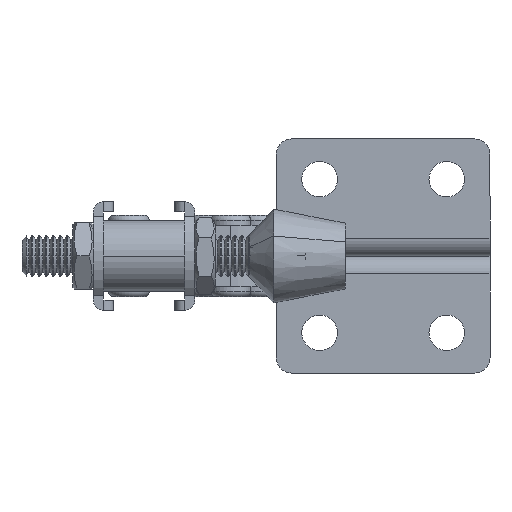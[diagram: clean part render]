
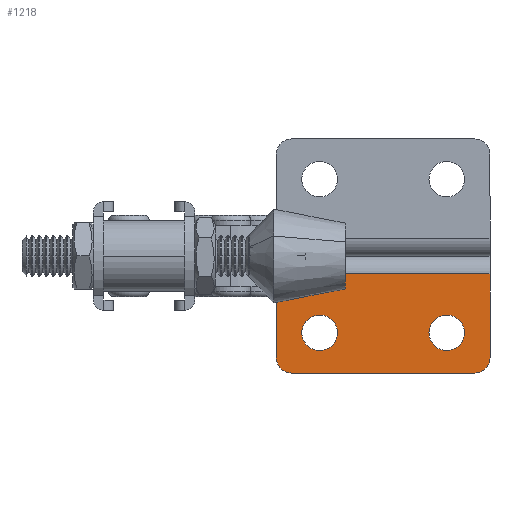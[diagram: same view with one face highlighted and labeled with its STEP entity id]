
A CAD part, left-side view. The second image highlights one B-rep face of the part: STEP entity #1218.
In plain terms, the highlighted planar face has unit normal (-1, 0, 0).
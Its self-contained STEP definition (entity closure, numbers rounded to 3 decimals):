
#1218 = ADVANCED_FACE ( 'NONE', ( #7661, #7641, #7648 ), #30147, .T. ) ;
#2623 = CIRCLE ( 'NONE', #29107, 3. ) ;
#2624 = CIRCLE ( 'NONE', #29111, 3.5 ) ;
#2625 = LINE ( 'NONE', #13030, #2627 ) ;
#2626 = CIRCLE ( 'NONE', #29110, 3. ) ;
#2627 = VECTOR ( 'NONE', #13022, 1000. ) ;
#2628 = CIRCLE ( 'NONE', #29113, 3.5 ) ;
#2630 = LINE ( 'NONE', #13007, #2634 ) ;
#2634 = VECTOR ( 'NONE', #13001, 1000. ) ;
#2639 = LINE ( 'NONE', #12993, #2642 ) ;
#2641 = LINE ( 'NONE', #13002, #2646 ) ;
#2642 = VECTOR ( 'NONE', #12991, 1000. ) ;
#2646 = VECTOR ( 'NONE', #12988, 1000. ) ;
#2729 = CIRCLE ( 'NONE', #29161, 3.5 ) ;
#2730 = CIRCLE ( 'NONE', #29157, 3.5 ) ;
#7000 = CARTESIAN_POINT ( 'NONE',  ( -3., 42., -20. ) ) ;
#7037 = CARTESIAN_POINT ( 'NONE',  ( -3., 0., -3.5 ) ) ;
#7041 = CARTESIAN_POINT ( 'NONE',  ( -3., 42., -3.5 ) ) ;
#7044 = CARTESIAN_POINT ( 'NONE',  ( -3., 3., -23. ) ) ;
#7046 = CARTESIAN_POINT ( 'NONE',  ( -3., 0., -20. ) ) ;
#7047 = CARTESIAN_POINT ( 'NONE',  ( -3., 39., -23. ) ) ;
#7641 = FACE_BOUND ( 'NONE', #21567, .T. ) ;
#7648 = FACE_OUTER_BOUND ( 'NONE', #21616, .T. ) ;
#7661 = FACE_BOUND ( 'NONE', #21585, .T. ) ;
#8963 = CARTESIAN_POINT ( 'NONE',  ( -3., 33.5, -18.6 ) ) ;
#10052 = VERTEX_POINT ( 'NONE', #16624 ) ;
#10085 = VERTEX_POINT ( 'NONE', #16563 ) ;
#10086 = VERTEX_POINT ( 'NONE', #16560 ) ;
#11228 = EDGE_CURVE ( 'NONE', #21511, #21513, #2623, .T. ) ;
#11230 = EDGE_CURVE ( 'NONE', #21513, #21510, #2625, .T. ) ;
#11232 = EDGE_CURVE ( 'NONE', #21510, #21552, #2626, .T. ) ;
#11235 = EDGE_CURVE ( 'NONE', #10085, #10052, #2624, .T. ) ;
#11237 = EDGE_CURVE ( 'NONE', #20699, #10086, #2628, .T. ) ;
#11241 = EDGE_CURVE ( 'NONE', #21518, #21511, #2630, .T. ) ;
#11248 = EDGE_CURVE ( 'NONE', #21552, #21515, #2639, .T. ) ;
#11251 = EDGE_CURVE ( 'NONE', #21518, #21515, #2641, .T. ) ;
#11324 = EDGE_CURVE ( 'NONE', #10086, #20699, #2730, .T. ) ;
#11331 = EDGE_CURVE ( 'NONE', #10052, #10085, #2729, .T. ) ;
#12019 = AXIS2_PLACEMENT_3D ( 'NONE', #30152, #30157, #30141 ) ;
#12128 = DIRECTION ( 'NONE',  ( 0., 0., -1. ) ) ;
#12129 = DIRECTION ( 'NONE',  ( 1., 0., 0. ) ) ;
#12131 = CARTESIAN_POINT ( 'NONE',  ( -3., 8.5, -15.1 ) ) ;
#12143 = DIRECTION ( 'NONE',  ( 0., 0., -1. ) ) ;
#12144 = DIRECTION ( 'NONE',  ( 1., 0., 0. ) ) ;
#12146 = CARTESIAN_POINT ( 'NONE',  ( -3., 33.5, -15.1 ) ) ;
#12988 = DIRECTION ( 'NONE',  ( 0., 1., 0. ) ) ;
#12991 = DIRECTION ( 'NONE',  ( 0., 0., 1. ) ) ;
#12993 = CARTESIAN_POINT ( 'NONE',  ( -3., 42., -3. ) ) ;
#13001 = DIRECTION ( 'NONE',  ( 0., 0., -1. ) ) ;
#13002 = CARTESIAN_POINT ( 'NONE',  ( -3., 39., -3.5 ) ) ;
#13003 = DIRECTION ( 'NONE',  ( 0., 0., -1. ) ) ;
#13004 = DIRECTION ( 'NONE',  ( 1., 0., 0. ) ) ;
#13005 = CARTESIAN_POINT ( 'NONE',  ( -3., 33.5, -15.1 ) ) ;
#13007 = CARTESIAN_POINT ( 'NONE',  ( -3., 0., -20. ) ) ;
#13008 = DIRECTION ( 'NONE',  ( 0., 0., -1. ) ) ;
#13009 = DIRECTION ( 'NONE',  ( 1., 0., 0. ) ) ;
#13010 = CARTESIAN_POINT ( 'NONE',  ( -3., 8.5, -15.1 ) ) ;
#13011 = DIRECTION ( 'NONE',  ( 0., 0., 1. ) ) ;
#13012 = DIRECTION ( 'NONE',  ( 1., 0., 0. ) ) ;
#13013 = CARTESIAN_POINT ( 'NONE',  ( -3., 39., -20. ) ) ;
#13015 = DIRECTION ( 'NONE',  ( 0., 0., 1. ) ) ;
#13016 = DIRECTION ( 'NONE',  ( 1., 0., 0. ) ) ;
#13017 = CARTESIAN_POINT ( 'NONE',  ( -3., 3., -20. ) ) ;
#13022 = DIRECTION ( 'NONE',  ( 0., 1., 0. ) ) ;
#13030 = CARTESIAN_POINT ( 'NONE',  ( -3., 39., -23. ) ) ;
#16560 = CARTESIAN_POINT ( 'NONE',  ( -3., 33.5, -11.6 ) ) ;
#16563 = CARTESIAN_POINT ( 'NONE',  ( -3., 8.5, -18.6 ) ) ;
#16624 = CARTESIAN_POINT ( 'NONE',  ( -3., 8.5, -11.6 ) ) ;
#18288 = ORIENTED_EDGE ( 'NONE', *, *, #11228, .F. ) ;
#18289 = ORIENTED_EDGE ( 'NONE', *, *, #11230, .F. ) ;
#18291 = ORIENTED_EDGE ( 'NONE', *, *, #11232, .F. ) ;
#18292 = ORIENTED_EDGE ( 'NONE', *, *, #11248, .F. ) ;
#18293 = ORIENTED_EDGE ( 'NONE', *, *, #11251, .T. ) ;
#18294 = ORIENTED_EDGE ( 'NONE', *, *, #11241, .F. ) ;
#18295 = ORIENTED_EDGE ( 'NONE', *, *, #11331, .T. ) ;
#18296 = ORIENTED_EDGE ( 'NONE', *, *, #11235, .T. ) ;
#18297 = ORIENTED_EDGE ( 'NONE', *, *, #11324, .T. ) ;
#18299 = ORIENTED_EDGE ( 'NONE', *, *, #11237, .T. ) ;
#20699 = VERTEX_POINT ( 'NONE', #8963 ) ;
#21510 = VERTEX_POINT ( 'NONE', #7047 ) ;
#21511 = VERTEX_POINT ( 'NONE', #7046 ) ;
#21513 = VERTEX_POINT ( 'NONE', #7044 ) ;
#21515 = VERTEX_POINT ( 'NONE', #7041 ) ;
#21518 = VERTEX_POINT ( 'NONE', #7037 ) ;
#21552 = VERTEX_POINT ( 'NONE', #7000 ) ;
#21567 = EDGE_LOOP ( 'NONE', ( #18296, #18295 ) ) ;
#21585 = EDGE_LOOP ( 'NONE', ( #18299, #18297 ) ) ;
#21616 = EDGE_LOOP ( 'NONE', ( #18294, #18293, #18292, #18291, #18289, #18288 ) ) ;
#29107 = AXIS2_PLACEMENT_3D ( 'NONE', #13017, #13016, #13015 ) ;
#29110 = AXIS2_PLACEMENT_3D ( 'NONE', #13013, #13012, #13011 ) ;
#29111 = AXIS2_PLACEMENT_3D ( 'NONE', #13010, #13009, #13008 ) ;
#29113 = AXIS2_PLACEMENT_3D ( 'NONE', #13005, #13004, #13003 ) ;
#29157 = AXIS2_PLACEMENT_3D ( 'NONE', #12146, #12144, #12143 ) ;
#29161 = AXIS2_PLACEMENT_3D ( 'NONE', #12131, #12129, #12128 ) ;
#30141 = DIRECTION ( 'NONE',  ( 0., 0., 1. ) ) ;
#30147 = PLANE ( 'NONE',  #12019 ) ;
#30152 = CARTESIAN_POINT ( 'NONE',  ( -3., 39., -20. ) ) ;
#30157 = DIRECTION ( 'NONE',  ( -1., 0., 0. ) ) ;
